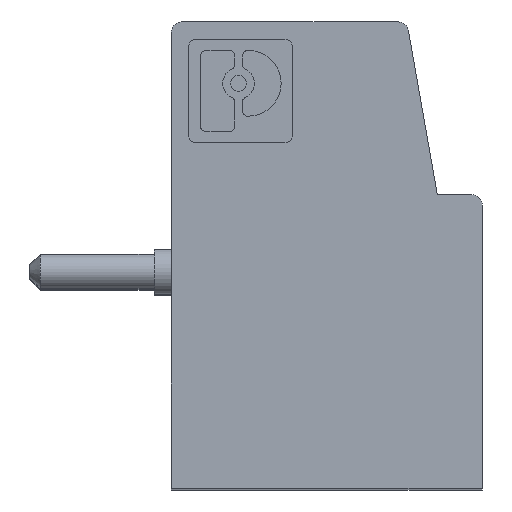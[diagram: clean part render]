
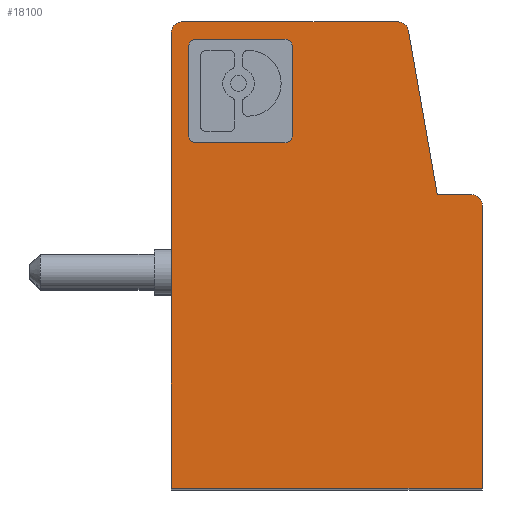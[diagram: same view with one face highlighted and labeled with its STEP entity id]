
A CAD part, top view. The second image highlights one B-rep face of the part: STEP entity #18100.
In plain terms, the highlighted face is planar.
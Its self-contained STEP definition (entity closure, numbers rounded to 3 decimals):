
#2450=CARTESIAN_POINT('',(49.463,27.803,
13.948));
#2460=DIRECTION('',(-1.,0.,0.));
#2470=VECTOR('',#2460,1.);
#2480=LINE('',#2450,#2470);
#2490=CARTESIAN_POINT('',(54.899,27.803,
13.948));
#2500=VERTEX_POINT('',#2490);
#2510=CARTESIAN_POINT('',(53.899,27.803,
13.948));
#2520=VERTEX_POINT('',#2510);
#2530=EDGE_CURVE('',#2500,#2520,#2480,.T.);
#15240=CARTESIAN_POINT('',(46.199,27.803,
5.448));
#15250=VERTEX_POINT('',#15240);
#15280=CARTESIAN_POINT('',(49.463,27.803,
5.448));
#15290=DIRECTION('',(1.,0.,0.));
#15300=VECTOR('',#15290,1.);
#15310=LINE('',#15280,#15300);
#15320=CARTESIAN_POINT('',(55.199,27.803,
5.448));
#15330=VERTEX_POINT('',#15320);
#15340=EDGE_CURVE('',#15250,#15330,#15310,.T.);
#16760=CARTESIAN_POINT('',(46.199,27.803,
5.848));
#16770=DIRECTION('',(0.,-1.,0.));
#16780=DIRECTION('',(1.,0.,0.));
#16790=AXIS2_PLACEMENT_3D('',#16760,#16770,#16780);
#16800=PLANE('',#16790);
#16810=CARTESIAN_POINT('',(52.766,27.803,
18.648));
#16820=DIRECTION('',(0.,1.,0.));
#16830=DIRECTION('',(-1.,0.,0.));
#16840=AXIS2_PLACEMENT_3D('',#16810,#16820,#16830);
#16850=CIRCLE('',#16840,0.3);
#16860=CARTESIAN_POINT('',(52.766,27.803,
18.948));
#16870=VERTEX_POINT('',#16860);
#16880=CARTESIAN_POINT('',(53.061,27.803,
18.7));
#16890=VERTEX_POINT('',#16880);
#16900=EDGE_CURVE('',#16870,#16890,#16850,.T.);
#16910=ORIENTED_EDGE('',*,*,#16900,.F.);
#16920=CARTESIAN_POINT('',(54.64,27.803,
9.746));
#16930=DIRECTION('',(-0.174,0.,
0.985));
#16940=VECTOR('',#16930,1.);
#16950=LINE('',#16920,#16940);
#16960=EDGE_CURVE('',#2520,#16890,#16950,.T.);
#16970=ORIENTED_EDGE('',*,*,#16960,.T.);
#16980=ORIENTED_EDGE('',*,*,#2530,.T.);
#16990=CARTESIAN_POINT('',(54.899,27.803,
13.648));
#17000=DIRECTION('',(0.,-1.,0.));
#17010=DIRECTION('',(1.,0.,0.));
#17020=AXIS2_PLACEMENT_3D('',#16990,#17000,#17010);
#17030=CIRCLE('',#17020,0.3);
#17040=CARTESIAN_POINT('',(55.199,27.803,
13.648));
#17050=VERTEX_POINT('',#17040);
#17060=EDGE_CURVE('',#17050,#2500,#17030,.T.);
#17070=ORIENTED_EDGE('',*,*,#17060,.T.);
#17080=CARTESIAN_POINT('',(55.199,27.803,
9.746));
#17090=DIRECTION('',(0.,0.,-1.));
#17100=VECTOR('',#17090,1.);
#17110=LINE('',#17080,#17100);
#17120=EDGE_CURVE('',#17050,#15330,#17110,.T.);
#17130=ORIENTED_EDGE('',*,*,#17120,.F.);
#17140=ORIENTED_EDGE('',*,*,#15340,.T.);
#17150=CARTESIAN_POINT('',(46.199,27.803,
9.746));
#17160=DIRECTION('',(0.,0.,1.));
#17170=VECTOR('',#17160,1.);
#17180=LINE('',#17150,#17170);
#17190=CARTESIAN_POINT('',(46.199,27.803,
18.648));
#17200=VERTEX_POINT('',#17190);
#17210=EDGE_CURVE('',#15250,#17200,#17180,.T.);
#17220=ORIENTED_EDGE('',*,*,#17210,.F.);
#17230=CARTESIAN_POINT('',(46.499,27.803,
18.648));
#17240=DIRECTION('',(0.,-1.,0.));
#17250=DIRECTION('',(1.,0.,0.));
#17260=AXIS2_PLACEMENT_3D('',#17230,#17240,#17250);
#17270=CIRCLE('',#17260,0.3);
#17280=CARTESIAN_POINT('',(46.499,27.803,
18.948));
#17290=VERTEX_POINT('',#17280);
#17300=EDGE_CURVE('',#17290,#17200,#17270,.T.);
#17310=ORIENTED_EDGE('',*,*,#17300,.T.);
#17320=CARTESIAN_POINT('',(49.463,27.803,
18.948));
#17330=DIRECTION('',(1.,0.,0.));
#17340=VECTOR('',#17330,1.);
#17350=LINE('',#17320,#17340);
#17360=EDGE_CURVE('',#17290,#16870,#17350,.T.);
#17370=ORIENTED_EDGE('',*,*,#17360,.F.);
#17380=EDGE_LOOP('',(#17370,#17310,#17220,#17140,#17130,#17070,#16980,
#16970,#16910));
#17390=FACE_OUTER_BOUND('',#17380,.T.);
#17400=CARTESIAN_POINT('',(49.463,27.803,
18.448));
#17410=DIRECTION('',(-1.,0.,0.));
#17420=VECTOR('',#17410,1.);
#17430=LINE('',#17400,#17420);
#17440=CARTESIAN_POINT('',(49.489,27.803,
18.448));
#17450=VERTEX_POINT('',#17440);
#17460=CARTESIAN_POINT('',(46.91,27.803,
18.448));
#17470=VERTEX_POINT('',#17460);
#17480=EDGE_CURVE('',#17450,#17470,#17430,.T.);
#17490=ORIENTED_EDGE('',*,*,#17480,.F.);
#17500=CARTESIAN_POINT('',(46.91,27.803,
18.237));
#17510=DIRECTION('',(0.,-1.,0.));
#17520=DIRECTION('',(1.,0.,0.));
#17530=AXIS2_PLACEMENT_3D('',#17500,#17510,#17520);
#17540=CIRCLE('',#17530,0.211);
#17550=CARTESIAN_POINT('',(46.699,27.803,
18.237));
#17560=VERTEX_POINT('',#17550);
#17570=EDGE_CURVE('',#17470,#17560,#17540,.T.);
#17580=ORIENTED_EDGE('',*,*,#17570,.F.);
#17590=CARTESIAN_POINT('',(46.699,27.803,
9.746));
#17600=DIRECTION('',(0.,0.,-1.));
#17610=VECTOR('',#17600,1.);
#17620=LINE('',#17590,#17610);
#17630=CARTESIAN_POINT('',(46.699,27.803,
15.658));
#17640=VERTEX_POINT('',#17630);
#17650=EDGE_CURVE('',#17560,#17640,#17620,.T.);
#17660=ORIENTED_EDGE('',*,*,#17650,.F.);
#17670=CARTESIAN_POINT('',(46.91,27.803,
15.658));
#17680=DIRECTION('',(0.,-1.,0.));
#17690=DIRECTION('',(1.,0.,0.));
#17700=AXIS2_PLACEMENT_3D('',#17670,#17680,#17690);
#17710=CIRCLE('',#17700,0.211);
#17720=CARTESIAN_POINT('',(46.91,27.803,
15.448));
#17730=VERTEX_POINT('',#17720);
#17740=EDGE_CURVE('',#17640,#17730,#17710,.T.);
#17750=ORIENTED_EDGE('',*,*,#17740,.F.);
#17760=CARTESIAN_POINT('',(49.463,27.803,
15.448));
#17770=DIRECTION('',(1.,0.,0.));
#17780=VECTOR('',#17770,1.);
#17790=LINE('',#17760,#17780);
#17800=CARTESIAN_POINT('',(49.489,27.803,
15.448));
#17810=VERTEX_POINT('',#17800);
#17820=EDGE_CURVE('',#17730,#17810,#17790,.T.);
#17830=ORIENTED_EDGE('',*,*,#17820,.F.);
#17840=CARTESIAN_POINT('',(49.489,27.803,
15.658));
#17850=DIRECTION('',(0.,-1.,0.));
#17860=DIRECTION('',(1.,0.,0.));
#17870=AXIS2_PLACEMENT_3D('',#17840,#17850,#17860);
#17880=CIRCLE('',#17870,0.211);
#17890=CARTESIAN_POINT('',(49.699,27.803,
15.658));
#17900=VERTEX_POINT('',#17890);
#17910=EDGE_CURVE('',#17810,#17900,#17880,.T.);
#17920=ORIENTED_EDGE('',*,*,#17910,.F.);
#17930=CARTESIAN_POINT('',(49.699,27.803,
9.746));
#17940=DIRECTION('',(0.,0.,1.));
#17950=VECTOR('',#17940,1.);
#17960=LINE('',#17930,#17950);
#17970=CARTESIAN_POINT('',(49.699,27.803,
18.237));
#17980=VERTEX_POINT('',#17970);
#17990=EDGE_CURVE('',#17900,#17980,#17960,.T.);
#18000=ORIENTED_EDGE('',*,*,#17990,.F.);
#18010=CARTESIAN_POINT('',(49.489,27.803,
18.237));
#18020=DIRECTION('',(0.,-1.,0.));
#18030=DIRECTION('',(1.,0.,0.));
#18040=AXIS2_PLACEMENT_3D('',#18010,#18020,#18030);
#18050=CIRCLE('',#18040,0.211);
#18060=EDGE_CURVE('',#17980,#17450,#18050,.T.);
#18070=ORIENTED_EDGE('',*,*,#18060,.F.);
#18080=EDGE_LOOP('',(#18070,#18000,#17920,#17830,#17750,#17660,#17580,
#17490));
#18090=FACE_BOUND('',#18080,.T.);
#18100=ADVANCED_FACE('',(#17390,#18090),#16800,.T.);
